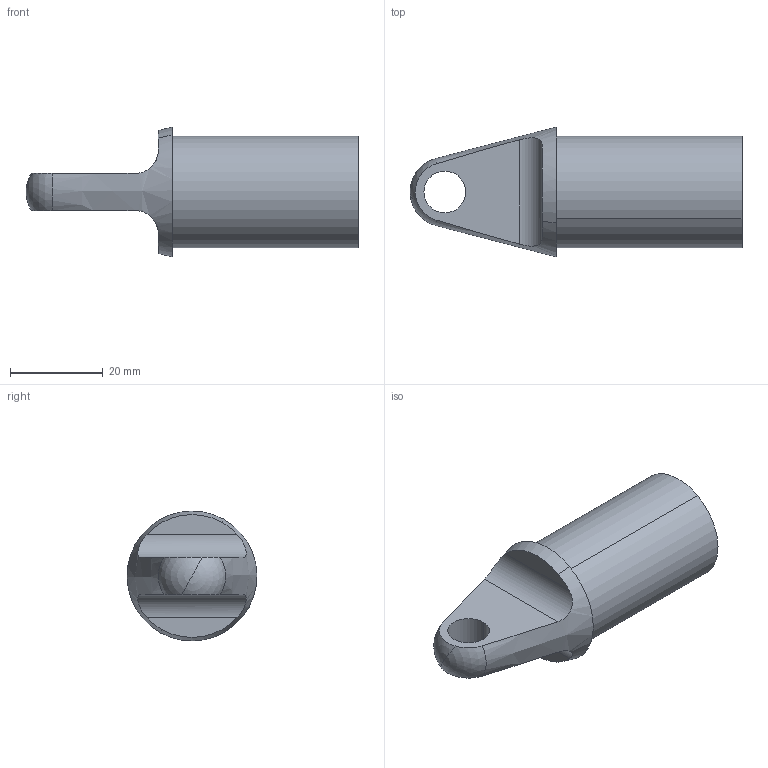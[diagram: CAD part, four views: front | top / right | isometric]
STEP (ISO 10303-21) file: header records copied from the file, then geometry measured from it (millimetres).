
FILE_DESCRIPTION(('CATIA V5 STEP Exchange'),'2;1');
FILE_NAME('FR_010001 (Insert front).stp','2022-10-20T10:04:24+00:00',('none'),('none'),'CATIA Version 5 Release 19 SP 2 (IN-10)','CATIA V5 STEP AP203','none');
FILE_SCHEMA(('CONFIG_CONTROL_DESIGN'));
Length unit declared in the file: millimetre
Products named in the file (1): FR_010001
Bounding box: 71.5 x 27.99 x 27.99 mm (x, y, z)
Volume: 12038.3 mm3; surface area: 8057.8 mm2
Topology: 1 solids, 1 shells, 19 faces, 53 edges, 39 vertices
Faces by surface type: cylinder 8, plane 7, sphere 2, cone 2
Entity records: 724 total; most frequent: CARTESIAN_POINT 242, ORIENTED_EDGE 100, DIRECTION 63, EDGE_CURVE 50, AXIS2_PLACEMENT_3D 38, VERTEX_POINT 35, CIRCLE 24, EDGE_LOOP 23
